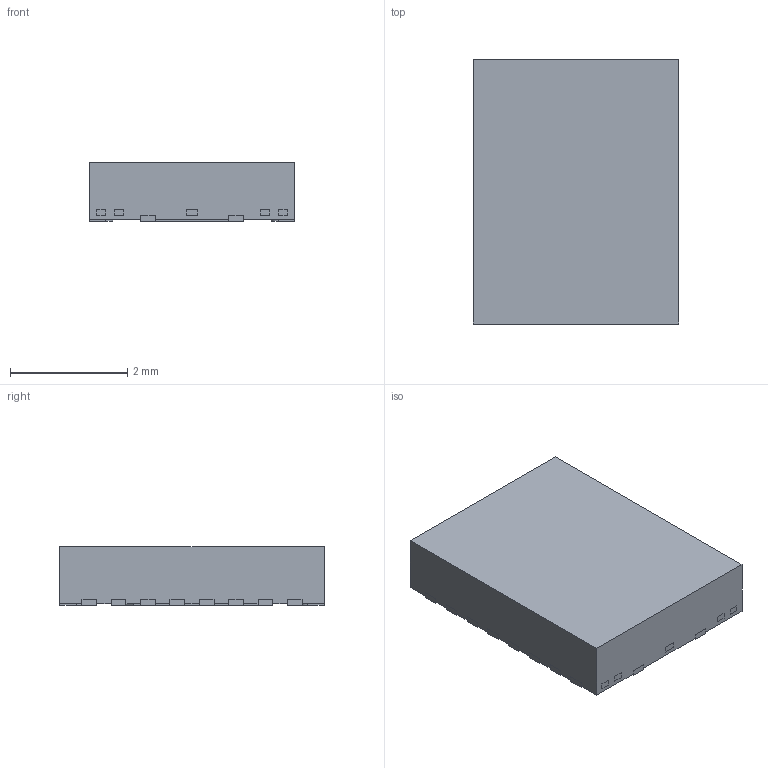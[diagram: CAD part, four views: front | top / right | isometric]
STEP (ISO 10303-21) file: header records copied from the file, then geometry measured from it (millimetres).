
FILE_DESCRIPTION((''),'2;1');
FILE_NAME('RGY0020G_ASM','2023-01-12T12:35:44',('a0412086'),(''),'CREO PARAMETRIC BY PTC INC, 2018500','CREO PARAMETRIC BY PTC INC, 2018500','');
FILE_SCHEMA(('CONFIG_CONTROL_DESIGN','SHAPE_APPEARANCE_LAYERS_GROUPS'));
Length unit declared in the file: millimetre
Products named in the file (4): BODY-QFN; FRAME; PIN1-ID; RGY0020G_ASM
Assembly tree (3 placements, depth 2):
  RGY0020G_ASM
    BODY-QFN
    FRAME
    PIN1-ID
Bounding box: 3.5 x 4.5 x 1 mm (x, y, z)
Volume: 15.5 mm3; surface area: 67.9 mm2
Topology: 32 solids, 32 shells, 329 faces, 762 edges, 508 vertices
Faces by surface type: plane 289, cylinder 40
Entity records: 12016 total; most frequent: CARTESIAN_POINT 1606, ORIENTED_EDGE 1524, DIRECTION 1514, PRESENTATION_STYLE_ASSIGNMENT 824, STYLED_ITEM 794, CURVE_STYLE 762, EDGE_CURVE 762, VECTOR 682
